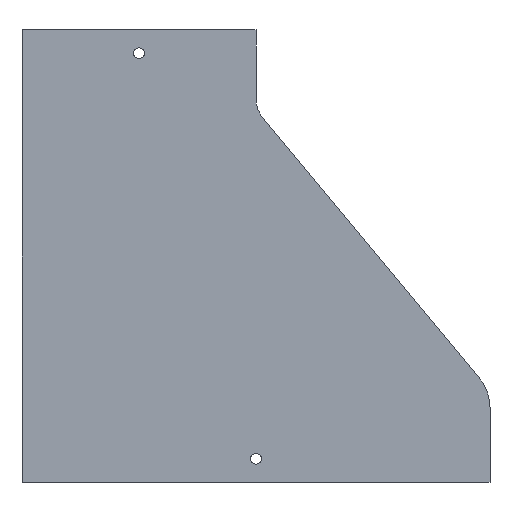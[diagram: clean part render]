
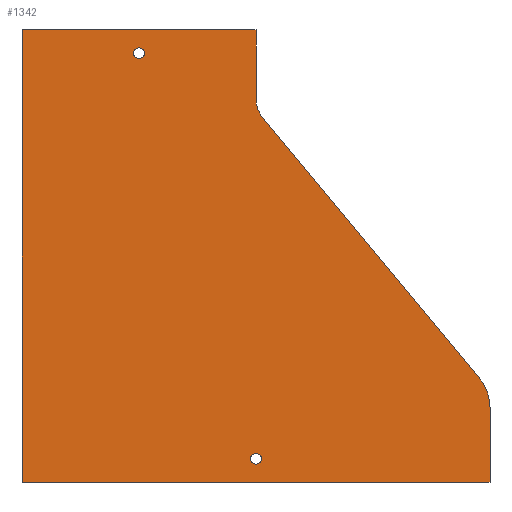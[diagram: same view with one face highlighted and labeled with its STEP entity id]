
A CAD part, front view. The second image highlights one B-rep face of the part: STEP entity #1342.
In plain terms, the highlighted planar face has unit normal (0, -1, 0).
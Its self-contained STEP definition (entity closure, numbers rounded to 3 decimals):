
#219 = FACE_OUTER_BOUND ( 'NONE', #1280, .T. ) ;
#223 = FACE_BOUND ( 'NONE', #1301, .T. ) ;
#228 = FACE_BOUND ( 'NONE', #1323, .T. ) ;
#361 = CARTESIAN_POINT ( 'NONE',  ( 293.047, 0., -223.035 ) ) ;
#414 = CARTESIAN_POINT ( 'NONE',  ( -170., 0., -44.139 ) ) ;
#426 = DIRECTION ( 'NONE',  ( 0., 0., 1. ) ) ;
#428 = PLANE ( 'NONE',  #1516 ) ;
#448 = CARTESIAN_POINT ( 'NONE',  ( 150., 0., -44.139 ) ) ;
#453 = CARTESIAN_POINT ( 'NONE',  ( 154.636, 0., -56.942 ) ) ;
#454 = CARTESIAN_POINT ( 'NONE',  ( 300., 0., -242.241 ) ) ;
#465 = DIRECTION ( 'NONE',  ( 0., 1., 0. ) ) ;
#493 = CARTESIAN_POINT ( 'NONE',  ( 150., 0., 0. ) ) ;
#497 = CARTESIAN_POINT ( 'NONE',  ( 0., 0., -290. ) ) ;
#506 = CARTESIAN_POINT ( 'NONE',  ( 300., 0., -290. ) ) ;
#523 = CARTESIAN_POINT ( 'NONE',  ( 0., 0., 0. ) ) ;
#581 = AXIS2_PLACEMENT_3D ( 'NONE', #771, #772, #773 ) ;
#607 = AXIS2_PLACEMENT_3D ( 'NONE', #776, #777, #778 ) ;
#609 = AXIS2_PLACEMENT_3D ( 'NONE', #811, #812, #813 ) ;
#613 = AXIS2_PLACEMENT_3D ( 'NONE', #715, #716, #717 ) ;
#715 = CARTESIAN_POINT ( 'NONE',  ( 270., 0., -242.241 ) ) ;
#716 = DIRECTION ( 'NONE',  ( 0., -1., 0. ) ) ;
#717 = DIRECTION ( 'NONE',  ( 0., 0., 1. ) ) ;
#763 = CARTESIAN_POINT ( 'NONE',  ( -300., 0., -290. ) ) ;
#765 = DIRECTION ( 'NONE',  ( -0.64, 0., 0.768 ) ) ;
#767 = CARTESIAN_POINT ( 'NONE',  ( 154.636, 0., -56.942 ) ) ;
#768 = DIRECTION ( 'NONE',  ( -1., 0., 0. ) ) ;
#771 = CARTESIAN_POINT ( 'NONE',  ( 170., 0., -44.139 ) ) ;
#772 = DIRECTION ( 'NONE',  ( 0., 1., 0. ) ) ;
#773 = DIRECTION ( 'NONE',  ( 0., 0., 1. ) ) ;
#776 = CARTESIAN_POINT ( 'NONE',  ( 150., 0., -275. ) ) ;
#777 = DIRECTION ( 'NONE',  ( 0., -1., 0. ) ) ;
#778 = DIRECTION ( 'NONE',  ( 0., 0., -1. ) ) ;
#785 = CARTESIAN_POINT ( 'NONE',  ( 0., 0., 0. ) ) ;
#786 = DIRECTION ( 'NONE',  ( 0., 0., 1. ) ) ;
#794 = CARTESIAN_POINT ( 'NONE',  ( -150., 0., 0. ) ) ;
#795 = DIRECTION ( 'NONE',  ( 1., 0., 0. ) ) ;
#811 = CARTESIAN_POINT ( 'NONE',  ( 75., 0., -15. ) ) ;
#812 = DIRECTION ( 'NONE',  ( 0., -1., 0. ) ) ;
#813 = DIRECTION ( 'NONE',  ( 0., 0., -1. ) ) ;
#882 = CARTESIAN_POINT ( 'NONE',  ( 150., 0., 0. ) ) ;
#891 = DIRECTION ( 'NONE',  ( 0., 0., 1. ) ) ;
#939 = CARTESIAN_POINT ( 'NONE',  ( 300., 0., -242.241 ) ) ;
#940 = DIRECTION ( 'NONE',  ( 0., 0., 1. ) ) ;
#1000 = CARTESIAN_POINT ( 'NONE',  ( 150., 0., -278.5 ) ) ;
#1005 = CARTESIAN_POINT ( 'NONE',  ( 75., 0., -18.5 ) ) ;
#1068 = ORIENTED_EDGE ( 'NONE', *, *, #1475, .T. ) ;
#1069 = ORIENTED_EDGE ( 'NONE', *, *, #1412, .T. ) ;
#1070 = ORIENTED_EDGE ( 'NONE', *, *, #1413, .T. ) ;
#1071 = ORIENTED_EDGE ( 'NONE', *, *, #1388, .T. ) ;
#1072 = ORIENTED_EDGE ( 'NONE', *, *, #1495, .T. ) ;
#1074 = ORIENTED_EDGE ( 'NONE', *, *, #1411, .F. ) ;
#1075 = ORIENTED_EDGE ( 'NONE', *, *, #1419, .F. ) ;
#1076 = ORIENTED_EDGE ( 'NONE', *, *, #1424, .F. ) ;
#1077 = ORIENTED_EDGE ( 'NONE', *, *, #1430, .F. ) ;
#1078 = ORIENTED_EDGE ( 'NONE', *, *, #1414, .F. ) ;
#1169 = VERTEX_POINT ( 'NONE', #361 ) ;
#1184 = VERTEX_POINT ( 'NONE', #497 ) ;
#1192 = VERTEX_POINT ( 'NONE', #523 ) ;
#1208 = VERTEX_POINT ( 'NONE', #506 ) ;
#1217 = VERTEX_POINT ( 'NONE', #453 ) ;
#1218 = VERTEX_POINT ( 'NONE', #454 ) ;
#1237 = VERTEX_POINT ( 'NONE', #448 ) ;
#1246 = VERTEX_POINT ( 'NONE', #493 ) ;
#1280 = EDGE_LOOP ( 'NONE', ( #1076, #1075, #1074, #1072, #1071, #1070, #1069, #1068 ) ) ;
#1301 = EDGE_LOOP ( 'NONE', ( #1078 ) ) ;
#1323 = EDGE_LOOP ( 'NONE', ( #1077 ) ) ;
#1342 = ADVANCED_FACE ( 'NONE', ( #223, #228, #219 ), #428, .F. ) ;
#1388 = EDGE_CURVE ( 'NONE', #1218, #1169, #1564, .T. ) ;
#1411 = EDGE_CURVE ( 'NONE', #1208, #1184, #1601, .T. ) ;
#1412 = EDGE_CURVE ( 'NONE', #1217, #1237, #1605, .T. ) ;
#1413 = EDGE_CURVE ( 'NONE', #1169, #1217, #1607, .T. ) ;
#1414 = EDGE_CURVE ( 'NONE', #1775, #1775, #1608, .T. ) ;
#1419 = EDGE_CURVE ( 'NONE', #1184, #1192, #1617, .T. ) ;
#1424 = EDGE_CURVE ( 'NONE', #1192, #1246, #1626, .T. ) ;
#1430 = EDGE_CURVE ( 'NONE', #1777, #1777, #1637, .T. ) ;
#1475 = EDGE_CURVE ( 'NONE', #1237, #1246, #1691, .T. ) ;
#1495 = EDGE_CURVE ( 'NONE', #1208, #1218, #1727, .T. ) ;
#1516 = AXIS2_PLACEMENT_3D ( 'NONE', #414, #465, #426 ) ;
#1564 = CIRCLE ( 'NONE', #613, 30. ) ;
#1601 = LINE ( 'NONE', #763, #1606 ) ;
#1605 = CIRCLE ( 'NONE', #581, 20. ) ;
#1606 = VECTOR ( 'NONE', #768, 1000. ) ;
#1607 = LINE ( 'NONE', #767, #1609 ) ;
#1608 = CIRCLE ( 'NONE', #607, 3.5 ) ;
#1609 = VECTOR ( 'NONE', #765, 1000. ) ;
#1617 = LINE ( 'NONE', #785, #1620 ) ;
#1620 = VECTOR ( 'NONE', #786, 1000. ) ;
#1626 = LINE ( 'NONE', #794, #1629 ) ;
#1629 = VECTOR ( 'NONE', #795, 1000. ) ;
#1637 = CIRCLE ( 'NONE', #609, 3.5 ) ;
#1691 = LINE ( 'NONE', #882, #1698 ) ;
#1698 = VECTOR ( 'NONE', #891, 1000. ) ;
#1727 = LINE ( 'NONE', #939, #1730 ) ;
#1730 = VECTOR ( 'NONE', #940, 1000. ) ;
#1775 = VERTEX_POINT ( 'NONE', #1000 ) ;
#1777 = VERTEX_POINT ( 'NONE', #1005 ) ;
